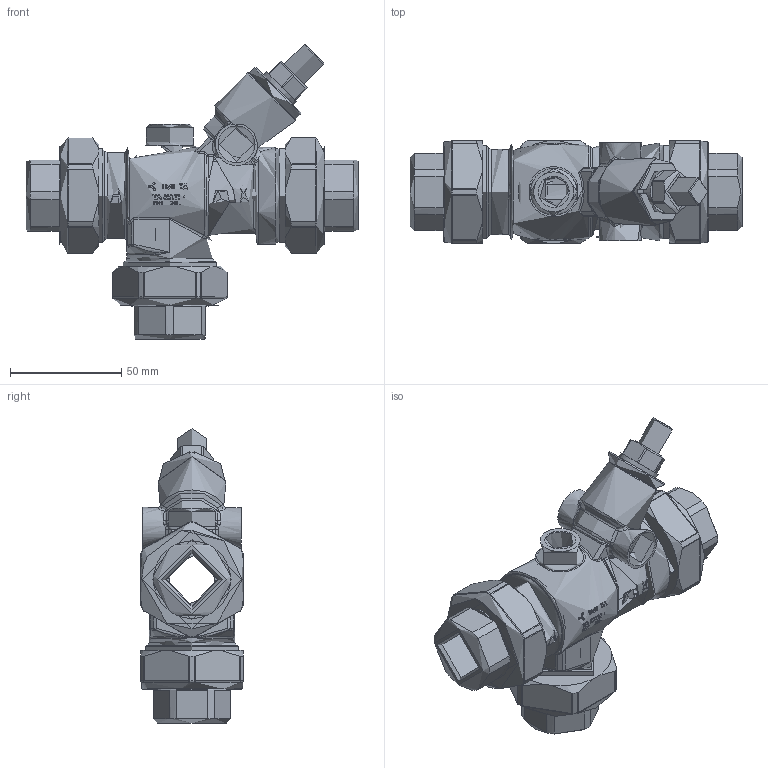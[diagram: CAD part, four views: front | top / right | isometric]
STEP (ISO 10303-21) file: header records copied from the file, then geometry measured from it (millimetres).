
FILE_DESCRIPTION(/* description */ ('Unknown'),/* implementation_level */ '2;1');
FILE_NAME(/* name */ 'T400350G-IM',/* time_stamp */ '2019-06-28T15:29:04+02:00',/* author */ ('Unknown'),/* organization */ ('Unknown'),/* preprocessor_version */ 'ST-DEVELOPER v16.7',/* originating_system */ 'DEX',/* authorisation */ $);
FILE_SCHEMA (('AUTOMOTIVE_DESIGN { 1 0 10303 214 3 1 1 }','AUTOMOTIVE_DESIGN {1 0 10303 214 3 1 1}'));
Length unit declared in the file: millimetre
Products named in the file (8): 18_10_26-COMPL.T10_3-4; 31082_oa_0; 21451; 70003; 18_10_26-ANELLO REGOLAZIONE_oa_1; 41082; 18_10_26-GHIERA SERR. REGOLAZ._oa_2; 18_10_26-PERNO REGOLAZ
Assembly tree (13 placements, depth 2):
  18_10_26-COMPL.T10_3-4
    31082_oa_0
    21451  x3
    70003  x3
    18_10_26-ANELLO REGOLAZIONE_oa_1
    41082  x3
    18_10_26-GHIERA SERR. REGOLAZ._oa_2
    18_10_26-PERNO REGOLAZ
Bounding box: 149 x 46.1 x 132.21 mm (x, y, z)
Volume: 157953.1 mm3
Topology: 13 solids, 21 shells, 956 faces, 2311 edges, 1427 vertices
Faces by surface type: cylinder 281, bspline 225, plane 211, cone 125, torus 64, sphere 50
Full cylindrical faces by diameter (mm): 8.5 x1, 12.6 x3, 12.9 x1, 13.495 x1, 14.376 x1, 15.2 x2, 16 x1, 16.4 x1, 19 x2, 19.4 x3, 19.6 x2, 20.955 x2, 23 x3, 23.3 x1, 23.5 x3, 23.8 x1, 24 x1, 24.117 x6, 24.376 x2, 26 x1, 26.8 x3, 27.6 x3, 28.1 x3, 29.4 x1, 29.6 x1, 30.407 x1, 31.376 x1, 31.4 x3, 31.5 x2, 31.8 x1
Entity records: 32838 total; most frequent: CARTESIAN_POINT 12053, ORIENTED_EDGE 3330, DIRECTION 2710, EDGE_CURVE 1665, AXIS2_PLACEMENT_3D 1181, VERTEX_POINT 1144, EDGE_LOOP 987, FACE_BOUND 987
